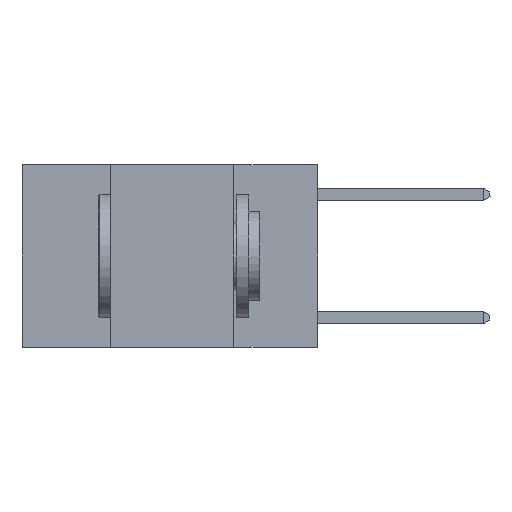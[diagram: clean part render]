
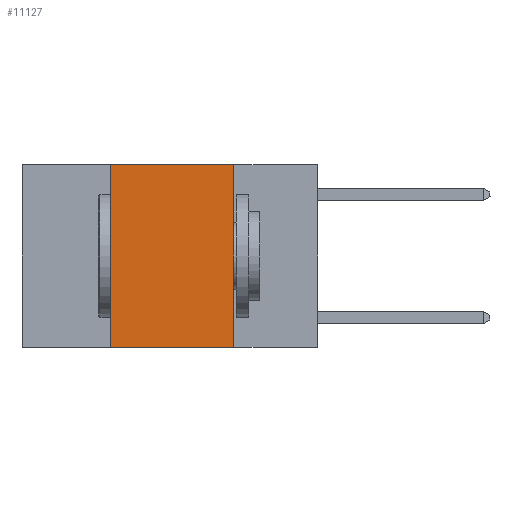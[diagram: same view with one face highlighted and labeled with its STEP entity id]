
A CAD part, left-side view. The second image highlights one B-rep face of the part: STEP entity #11127.
In plain terms, the highlighted planar face has unit normal (-1, 0, 0).
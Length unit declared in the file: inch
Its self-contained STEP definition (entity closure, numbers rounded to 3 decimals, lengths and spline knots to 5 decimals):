
#1253 = VECTOR ( 'NONE', #25952, 39.37008 ) ;
#1632 = CARTESIAN_POINT ( 'NONE',  ( 0., 0.42, 0. ) ) ;
#3081 = EDGE_CURVE ( 'NONE', #10082, #9174, #23787, .T. ) ;
#3851 = CARTESIAN_POINT ( 'NONE',  ( 0., 0.6, 0. ) ) ;
#4310 = LINE ( 'NONE', #27184, #10439 ) ;
#6008 = CARTESIAN_POINT ( 'NONE',  ( 0., 0.6, 0. ) ) ;
#6838 = VECTOR ( 'NONE', #21939, 39.37008 ) ;
#7187 = EDGE_CURVE ( 'NONE', #19910, #9174, #25579, .T. ) ;
#7622 = CARTESIAN_POINT ( 'NONE',  ( 0., 0.17, 0. ) ) ;
#7970 = AXIS2_PLACEMENT_3D ( 'NONE', #3851, #27642, #23386 ) ;
#9174 = VERTEX_POINT ( 'NONE', #25524 ) ;
#10082 = VERTEX_POINT ( 'NONE', #7622 ) ;
#10258 = DIRECTION ( 'NONE',  ( 0., 0., 1. ) ) ;
#10439 = VECTOR ( 'NONE', #10258, 39.37008 ) ;
#11127 = ADVANCED_FACE ( 'NONE', ( #17495 ), #15490, .F. ) ;
#12116 = ORIENTED_EDGE ( 'NONE', *, *, #7187, .T. ) ;
#13360 = CARTESIAN_POINT ( 'NONE',  ( 0., 0.42, -0.37 ) ) ;
#15320 = EDGE_LOOP ( 'NONE', ( #27589, #26936, #20352, #12116 ) ) ;
#15490 = PLANE ( 'NONE',  #7970 ) ;
#17009 = LINE ( 'NONE', #6008, #1253 ) ;
#17166 = CARTESIAN_POINT ( 'NONE',  ( 0., 0.6, -0.37 ) ) ;
#17495 = FACE_OUTER_BOUND ( 'NONE', #15320, .T. ) ;
#19348 = CARTESIAN_POINT ( 'NONE',  ( 0., 0.17, 0. ) ) ;
#19910 = VERTEX_POINT ( 'NONE', #13360 ) ;
#19919 = VECTOR ( 'NONE', #21724, 39.37008 ) ;
#20352 = ORIENTED_EDGE ( 'NONE', *, *, #23613, .F. ) ;
#21724 = DIRECTION ( 'NONE',  ( 0., -1., 0. ) ) ;
#21939 = DIRECTION ( 'NONE',  ( 0., 0., -1. ) ) ;
#23386 = DIRECTION ( 'NONE',  ( 0., 0., -1. ) ) ;
#23613 = EDGE_CURVE ( 'NONE', #19910, #27624, #4310, .T. ) ;
#23787 = LINE ( 'NONE', #19348, #6838 ) ;
#25524 = CARTESIAN_POINT ( 'NONE',  ( 0., 0.17, -0.37 ) ) ;
#25579 = LINE ( 'NONE', #17166, #19919 ) ;
#25952 = DIRECTION ( 'NONE',  ( 0., -1., 0. ) ) ;
#26840 = EDGE_CURVE ( 'NONE', #27624, #10082, #17009, .T. ) ;
#26936 = ORIENTED_EDGE ( 'NONE', *, *, #26840, .F. ) ;
#27184 = CARTESIAN_POINT ( 'NONE',  ( 0., 0.42, 0. ) ) ;
#27589 = ORIENTED_EDGE ( 'NONE', *, *, #3081, .F. ) ;
#27624 = VERTEX_POINT ( 'NONE', #1632 ) ;
#27642 = DIRECTION ( 'NONE',  ( 1., 0., 0. ) ) ;
